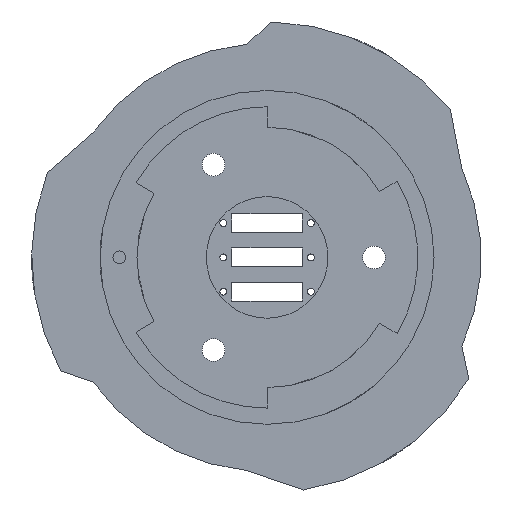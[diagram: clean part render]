
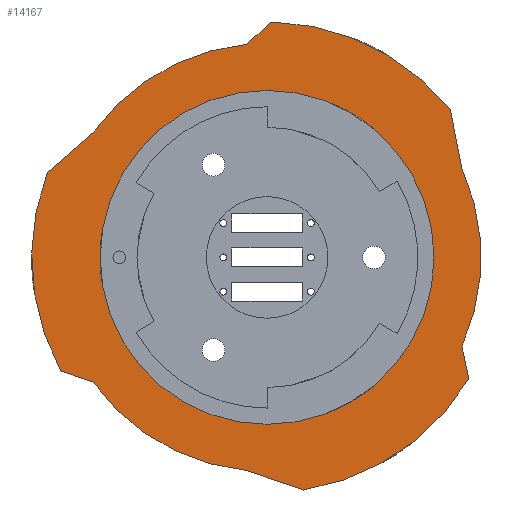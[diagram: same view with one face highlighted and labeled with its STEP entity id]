
A CAD part, front view. The second image highlights one B-rep face of the part: STEP entity #14167.
In plain terms, the highlighted planar face has unit normal (0, -1, 0).
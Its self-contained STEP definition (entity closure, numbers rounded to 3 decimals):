
#33 = VERTEX_POINT ( 'NONE', #11588 ) ;
#189 = LINE ( 'NONE', #4169, #25270 ) ;
#222 = VERTEX_POINT ( 'NONE', #23006 ) ;
#293 = DIRECTION ( 'NONE',  ( 0., -1., 0. ) ) ;
#463 = AXIS2_PLACEMENT_3D ( 'NONE', #17875, #293, #4658 ) ;
#499 = VERTEX_POINT ( 'NONE', #8122 ) ;
#848 = CARTESIAN_POINT ( 'NONE',  ( 0., -7., 0. ) ) ;
#1091 = VERTEX_POINT ( 'NONE', #9074 ) ;
#1399 = AXIS2_PLACEMENT_3D ( 'NONE', #3718, #17327, #1404 ) ;
#1404 = DIRECTION ( 'NONE',  ( 0., 0., -1. ) ) ;
#1501 = DIRECTION ( 'NONE',  ( 0., -1., 0. ) ) ;
#1820 = DIRECTION ( 'NONE',  ( 0., 0., -1. ) ) ;
#2995 = FACE_OUTER_BOUND ( 'NONE', #10350, .T. ) ;
#3495 = ORIENTED_EDGE ( 'NONE', *, *, #19375, .T. ) ;
#3624 = DIRECTION ( 'NONE',  ( 0., 0., -1. ) ) ;
#3718 = CARTESIAN_POINT ( 'NONE',  ( 0., -7., 0. ) ) ;
#4094 = VERTEX_POINT ( 'NONE', #7487 ) ;
#4169 = CARTESIAN_POINT ( 'NONE',  ( -12.546, -7., -38.271 ) ) ;
#4291 = EDGE_CURVE ( 'NONE', #16268, #222, #4413, .T. ) ;
#4413 = LINE ( 'NONE', #8127, #24742 ) ;
#4434 = CIRCLE ( 'NONE', #7697, 55. ) ;
#4658 = DIRECTION ( 'NONE',  ( 0., 0., -1. ) ) ;
#4888 = VERTEX_POINT ( 'NONE', #19753 ) ;
#4947 = ORIENTED_EDGE ( 'NONE', *, *, #8519, .T. ) ;
#5054 = EDGE_CURVE ( 'NONE', #4094, #14104, #4434, .T. ) ;
#5288 = CARTESIAN_POINT ( 'NONE',  ( 45.501, -7., -20.729 ) ) ;
#5672 = EDGE_LOOP ( 'NONE', ( #14138, #13109 ) ) ;
#5917 = CARTESIAN_POINT ( 'NONE',  ( 0., -7., 0. ) ) ;
#6463 = AXIS2_PLACEMENT_3D ( 'NONE', #10852, #9292, #20728 ) ;
#6542 = DIRECTION ( 'NONE',  ( 0., 0., -1. ) ) ;
#6625 = AXIS2_PLACEMENT_3D ( 'NONE', #5917, #17597, #1820 ) ;
#7025 = CARTESIAN_POINT ( 'NONE',  ( -48.138, -7., -26.603 ) ) ;
#7268 = VERTEX_POINT ( 'NONE', #11002 ) ;
#7273 = CIRCLE ( 'NONE', #6463, 50. ) ;
#7346 = VECTOR ( 'NONE', #17359, 1000. ) ;
#7425 = CIRCLE ( 'NONE', #25035, 50. ) ;
#7487 = CARTESIAN_POINT ( 'NONE',  ( 42.787, -7., 34.558 ) ) ;
#7697 = AXIS2_PLACEMENT_3D ( 'NONE', #24972, #1501, #13688 ) ;
#7747 = EDGE_CURVE ( 'NONE', #4888, #20163, #12189, .T. ) ;
#8074 = DIRECTION ( 'NONE',  ( -0.745, 0., -0.667 ) ) ;
#8122 = CARTESIAN_POINT ( 'NONE',  ( 0., -7., -39. ) ) ;
#8127 = CARTESIAN_POINT ( 'NONE',  ( -31.976, -7., 36.653 ) ) ;
#8189 = VERTEX_POINT ( 'NONE', #24335 ) ;
#8444 = VERTEX_POINT ( 'NONE', #14958 ) ;
#8519 = EDGE_CURVE ( 'NONE', #20163, #14789, #7273, .T. ) ;
#8637 = CARTESIAN_POINT ( 'NONE',  ( 1.03, -7., 54.99 ) ) ;
#8871 = PLANE ( 'NONE',  #14682 ) ;
#9029 = DIRECTION ( 'NONE',  ( 0., -1., 0. ) ) ;
#9074 = CARTESIAN_POINT ( 'NONE',  ( 0., -7., 39. ) ) ;
#9292 = DIRECTION ( 'NONE',  ( 0., -1., 0. ) ) ;
#9353 = LINE ( 'NONE', #13335, #13862 ) ;
#9610 = ORIENTED_EDGE ( 'NONE', *, *, #4291, .F. ) ;
#9733 = ORIENTED_EDGE ( 'NONE', *, *, #14814, .F. ) ;
#10180 = CIRCLE ( 'NONE', #11397, 39. ) ;
#10350 = EDGE_LOOP ( 'NONE', ( #4947, #13170, #23650, #17303, #20411, #9610, #22047, #18248, #3495, #9733, #15653, #20474 ) ) ;
#10577 = VECTOR ( 'NONE', #18106, 1000. ) ;
#10593 = EDGE_CURVE ( 'NONE', #16288, #8444, #189, .T. ) ;
#10852 = CARTESIAN_POINT ( 'NONE',  ( 0., -7., 0. ) ) ;
#11002 = CARTESIAN_POINT ( 'NONE',  ( 8.534, -7., -54.334 ) ) ;
#11397 = AXIS2_PLACEMENT_3D ( 'NONE', #24387, #20040, #14400 ) ;
#11436 = CARTESIAN_POINT ( 'NONE',  ( 47.73, -7., 9.365 ) ) ;
#11588 = CARTESIAN_POINT ( 'NONE',  ( -4.799, -7., 49.769 ) ) ;
#11992 = DIRECTION ( 'NONE',  ( 0.95, 0., -0.312 ) ) ;
#12189 = LINE ( 'NONE', #20020, #10577 ) ;
#13040 = VECTOR ( 'NONE', #8074, 1000. ) ;
#13109 = ORIENTED_EDGE ( 'NONE', *, *, #22180, .F. ) ;
#13170 = ORIENTED_EDGE ( 'NONE', *, *, #13721, .F. ) ;
#13335 = CARTESIAN_POINT ( 'NONE',  ( -15.755, -7., -46.018 ) ) ;
#13688 = DIRECTION ( 'NONE',  ( 0., 0., -1. ) ) ;
#13721 = EDGE_CURVE ( 'NONE', #4094, #14789, #18890, .T. ) ;
#13862 = VECTOR ( 'NONE', #20782, 1000. ) ;
#14104 = VERTEX_POINT ( 'NONE', #8637 ) ;
#14138 = ORIENTED_EDGE ( 'NONE', *, *, #14301, .F. ) ;
#14167 = ADVANCED_FACE ( 'NONE', ( #20563, #2995 ), #8871, .T. ) ;
#14301 = EDGE_CURVE ( 'NONE', #1091, #499, #10180, .T. ) ;
#14400 = DIRECTION ( 'NONE',  ( 0., 0., -1. ) ) ;
#14682 = AXIS2_PLACEMENT_3D ( 'NONE', #23239, #15304, #3624 ) ;
#14690 = DIRECTION ( 'NONE',  ( 0., 0., -1. ) ) ;
#14789 = VERTEX_POINT ( 'NONE', #15013 ) ;
#14814 = EDGE_CURVE ( 'NONE', #7268, #8189, #9353, .T. ) ;
#14958 = CARTESIAN_POINT ( 'NONE',  ( -40.702, -7., -29.041 ) ) ;
#15013 = CARTESIAN_POINT ( 'NONE',  ( 45.501, -7., 20.729 ) ) ;
#15304 = DIRECTION ( 'NONE',  ( 0., -1., 0. ) ) ;
#15653 = ORIENTED_EDGE ( 'NONE', *, *, #18587, .T. ) ;
#15860 = EDGE_CURVE ( 'NONE', #14104, #33, #21811, .T. ) ;
#16054 = CIRCLE ( 'NONE', #463, 55. ) ;
#16185 = CARTESIAN_POINT ( 'NONE',  ( 0., -7., 0. ) ) ;
#16268 = VERTEX_POINT ( 'NONE', #16667 ) ;
#16288 = VERTEX_POINT ( 'NONE', #7025 ) ;
#16308 = DIRECTION ( 'NONE',  ( 0., -1., 0. ) ) ;
#16352 = DIRECTION ( 'NONE',  ( 0.754, 0., 0.657 ) ) ;
#16667 = CARTESIAN_POINT ( 'NONE',  ( -51.322, -7., 19.776 ) ) ;
#17231 = AXIS2_PLACEMENT_3D ( 'NONE', #848, #9029, #14690 ) ;
#17303 = ORIENTED_EDGE ( 'NONE', *, *, #15860, .T. ) ;
#17327 = DIRECTION ( 'NONE',  ( 0., -1., 0. ) ) ;
#17359 = DIRECTION ( 'NONE',  ( 0.193, 0., -0.981 ) ) ;
#17597 = DIRECTION ( 'NONE',  ( 0., -1., 0. ) ) ;
#17875 = CARTESIAN_POINT ( 'NONE',  ( 0., -7., 0. ) ) ;
#18106 = DIRECTION ( 'NONE',  ( -0.205, 0., 0.979 ) ) ;
#18248 = ORIENTED_EDGE ( 'NONE', *, *, #10593, .T. ) ;
#18587 = EDGE_CURVE ( 'NONE', #7268, #4888, #16054, .T. ) ;
#18853 = EDGE_CURVE ( 'NONE', #33, #222, #7425, .T. ) ;
#18890 = LINE ( 'NONE', #11436, #7346 ) ;
#19375 = EDGE_CURVE ( 'NONE', #8444, #8189, #20932, .T. ) ;
#19753 = CARTESIAN_POINT ( 'NONE',  ( 47.108, -7., -28.388 ) ) ;
#20020 = CARTESIAN_POINT ( 'NONE',  ( 39.416, -7., 8.27 ) ) ;
#20040 = DIRECTION ( 'NONE',  ( 0., -1., 0. ) ) ;
#20163 = VERTEX_POINT ( 'NONE', #5288 ) ;
#20411 = ORIENTED_EDGE ( 'NONE', *, *, #18853, .T. ) ;
#20474 = ORIENTED_EDGE ( 'NONE', *, *, #7747, .T. ) ;
#20563 = FACE_BOUND ( 'NONE', #5672, .T. ) ;
#20728 = DIRECTION ( 'NONE',  ( 0., 0., -1. ) ) ;
#20782 = DIRECTION ( 'NONE',  ( -0.946, 0., 0.324 ) ) ;
#20914 = CIRCLE ( 'NONE', #17231, 39. ) ;
#20932 = CIRCLE ( 'NONE', #6625, 50. ) ;
#21554 = CARTESIAN_POINT ( 'NONE',  ( -26.87, -7., 30. ) ) ;
#21811 = LINE ( 'NONE', #21554, #13040 ) ;
#22047 = ORIENTED_EDGE ( 'NONE', *, *, #24932, .T. ) ;
#22180 = EDGE_CURVE ( 'NONE', #499, #1091, #20914, .T. ) ;
#23006 = CARTESIAN_POINT ( 'NONE',  ( -40.702, -7., 29.041 ) ) ;
#23239 = CARTESIAN_POINT ( 'NONE',  ( 0., -7., 0. ) ) ;
#23650 = ORIENTED_EDGE ( 'NONE', *, *, #5054, .T. ) ;
#24335 = CARTESIAN_POINT ( 'NONE',  ( -4.799, -7., -49.769 ) ) ;
#24351 = CIRCLE ( 'NONE', #1399, 55. ) ;
#24387 = CARTESIAN_POINT ( 'NONE',  ( 0., -7., 0. ) ) ;
#24742 = VECTOR ( 'NONE', #16352, 1000. ) ;
#24932 = EDGE_CURVE ( 'NONE', #16268, #16288, #24351, .T. ) ;
#24972 = CARTESIAN_POINT ( 'NONE',  ( 0., -7., 0. ) ) ;
#25035 = AXIS2_PLACEMENT_3D ( 'NONE', #16185, #16308, #6542 ) ;
#25270 = VECTOR ( 'NONE', #11992, 1000. ) ;
